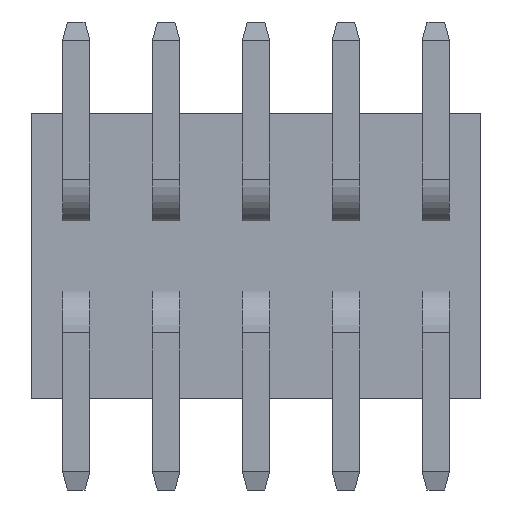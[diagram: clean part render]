
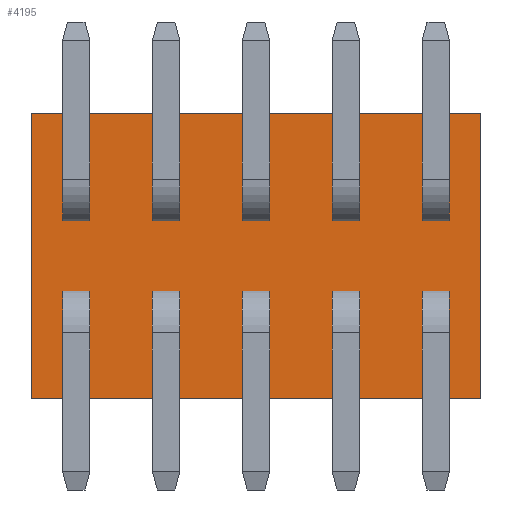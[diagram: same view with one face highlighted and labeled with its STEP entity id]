
A CAD part, front view. The second image highlights one B-rep face of the part: STEP entity #4195.
In plain terms, the highlighted planar face has unit normal (0, -1, 0).
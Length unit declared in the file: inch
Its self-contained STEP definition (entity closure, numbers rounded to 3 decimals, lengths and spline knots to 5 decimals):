
#70=ORIENTED_EDGE('',*,*,#1302,.T.);
#71=ORIENTED_EDGE('',*,*,#1303,.F.);
#72=ORIENTED_EDGE('',*,*,#1304,.F.);
#73=ORIENTED_EDGE('',*,*,#1299,.T.);
#1299=EDGE_CURVE('',#1916,#1915,#2299,.T.);
#1302=EDGE_CURVE('',#1915,#1918,#2302,.T.);
#1303=EDGE_CURVE('',#1919,#1918,#2303,.T.);
#1304=EDGE_CURVE('',#1916,#1919,#2304,.T.);
#1915=VERTEX_POINT('',#5856);
#1916=VERTEX_POINT('',#5858);
#1918=VERTEX_POINT('',#5864);
#1919=VERTEX_POINT('',#5866);
#2299=LINE('',#5857,#2895);
#2302=LINE('',#5863,#2898);
#2303=LINE('',#5865,#2899);
#2304=LINE('',#5867,#2900);
#2895=VECTOR('',#4737,39.37008);
#2898=VECTOR('',#4742,39.37008);
#2899=VECTOR('',#4743,39.37008);
#2900=VECTOR('',#4744,39.37008);
#3491=EDGE_LOOP('',(#70,#71,#72,#73));
#3729=FACE_BOUND('',#3491,.T.);
#3967=PLANE('',#4472);
#4195=ADVANCED_FACE('',(#3729),#3967,.F.);
#4472=AXIS2_PLACEMENT_3D('',#5862,#4740,#4741);
#4737=DIRECTION('',(-1.,0.,0.));
#4740=DIRECTION('',(0.,1.,0.));
#4741=DIRECTION('',(0.,0.,1.));
#4742=DIRECTION('',(0.,0.,-1.));
#4743=DIRECTION('',(-1.,0.,0.));
#4744=DIRECTION('',(0.,0.,-1.));
#5856=CARTESIAN_POINT('',(-0.09843,0.,0.0625));
#5857=CARTESIAN_POINT('',(0.09843,0.,0.0625));
#5858=CARTESIAN_POINT('',(0.09843,0.,0.0625));
#5862=CARTESIAN_POINT('',(0.09843,0.,0.0625));
#5863=CARTESIAN_POINT('',(-0.09843,0.,0.0625));
#5864=CARTESIAN_POINT('',(-0.09843,0.,-0.0625));
#5865=CARTESIAN_POINT('',(0.09843,0.,-0.0625));
#5866=CARTESIAN_POINT('',(0.09843,0.,-0.0625));
#5867=CARTESIAN_POINT('',(0.09843,0.,0.0625));
